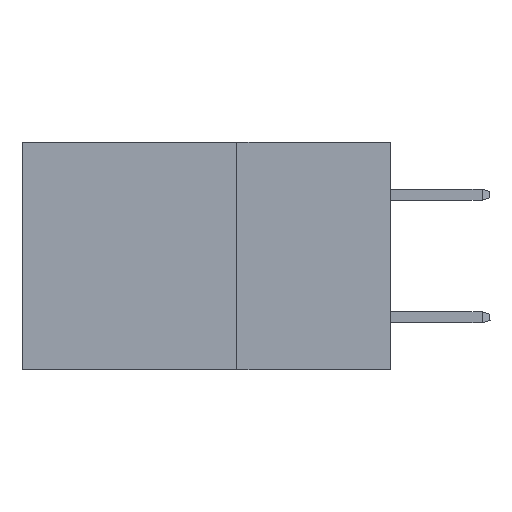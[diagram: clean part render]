
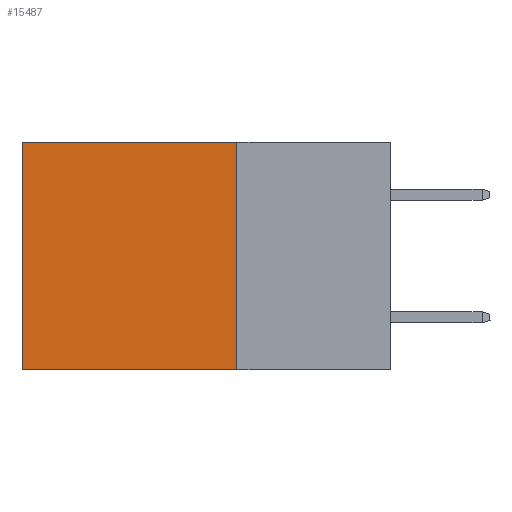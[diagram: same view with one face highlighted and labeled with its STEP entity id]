
A CAD part, left-side view. The second image highlights one B-rep face of the part: STEP entity #15487.
In plain terms, the highlighted planar face has unit normal (-1, 0, 0).
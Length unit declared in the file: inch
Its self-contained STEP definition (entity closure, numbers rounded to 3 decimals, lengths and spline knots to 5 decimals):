
#1625 = ORIENTED_EDGE ( 'NONE', *, *, #12732, .T. ) ;
#5616 = DIRECTION ( 'NONE',  ( 0., 0., -1. ) ) ;
#5789 = ORIENTED_EDGE ( 'NONE', *, *, #23222, .F. ) ;
#5970 = LINE ( 'NONE', #8764, #33823 ) ;
#6864 = VECTOR ( 'NONE', #33378, 39.37008 ) ;
#8066 = ORIENTED_EDGE ( 'NONE', *, *, #28588, .T. ) ;
#8683 = VERTEX_POINT ( 'NONE', #35433 ) ;
#8764 = CARTESIAN_POINT ( 'NONE',  ( 0.2875, 0.25, 0. ) ) ;
#10232 = ORIENTED_EDGE ( 'NONE', *, *, #28229, .F. ) ;
#10656 = DIRECTION ( 'NONE',  ( 1., 0., 0. ) ) ;
#10766 = DIRECTION ( 'NONE',  ( 0., 0., -1. ) ) ;
#11003 = CARTESIAN_POINT ( 'NONE',  ( 0.2875, 0.6, -0.37 ) ) ;
#12732 = EDGE_CURVE ( 'NONE', #31693, #21548, #21423, .T. ) ;
#13444 = PLANE ( 'NONE',  #26590 ) ;
#14266 = VERTEX_POINT ( 'NONE', #27932 ) ;
#15487 = ADVANCED_FACE ( 'NONE', ( #16238 ), #13444, .F. ) ;
#16238 = FACE_OUTER_BOUND ( 'NONE', #33577, .T. ) ;
#18949 = VECTOR ( 'NONE', #19700, 39.37008 ) ;
#19312 = CARTESIAN_POINT ( 'NONE',  ( 0.2875, 0.6, 0. ) ) ;
#19700 = DIRECTION ( 'NONE',  ( 0., 1., 0. ) ) ;
#21423 = LINE ( 'NONE', #19312, #24121 ) ;
#21548 = VERTEX_POINT ( 'NONE', #11003 ) ;
#22038 = CARTESIAN_POINT ( 'NONE',  ( 0.2875, 0.6, 0. ) ) ;
#23222 = EDGE_CURVE ( 'NONE', #8683, #21548, #27812, .T. ) ;
#24121 = VECTOR ( 'NONE', #10766, 39.37008 ) ;
#26590 = AXIS2_PLACEMENT_3D ( 'NONE', #36119, #10656, #33324 ) ;
#27812 = LINE ( 'NONE', #33201, #6864 ) ;
#27932 = CARTESIAN_POINT ( 'NONE',  ( 0.2875, 0.25, 0. ) ) ;
#28229 = EDGE_CURVE ( 'NONE', #14266, #8683, #5970, .T. ) ;
#28588 = EDGE_CURVE ( 'NONE', #14266, #31693, #30318, .T. ) ;
#30318 = LINE ( 'NONE', #31212, #18949 ) ;
#31212 = CARTESIAN_POINT ( 'NONE',  ( 0.2875, 0.25, 0. ) ) ;
#31693 = VERTEX_POINT ( 'NONE', #22038 ) ;
#33201 = CARTESIAN_POINT ( 'NONE',  ( 0.2875, 0.25, -0.37 ) ) ;
#33324 = DIRECTION ( 'NONE',  ( 0., 0., -1. ) ) ;
#33378 = DIRECTION ( 'NONE',  ( 0., 1., 0. ) ) ;
#33577 = EDGE_LOOP ( 'NONE', ( #1625, #5789, #10232, #8066 ) ) ;
#33823 = VECTOR ( 'NONE', #5616, 39.37008 ) ;
#35433 = CARTESIAN_POINT ( 'NONE',  ( 0.2875, 0.25, -0.37 ) ) ;
#36119 = CARTESIAN_POINT ( 'NONE',  ( 0.2875, 0.25, 0. ) ) ;
